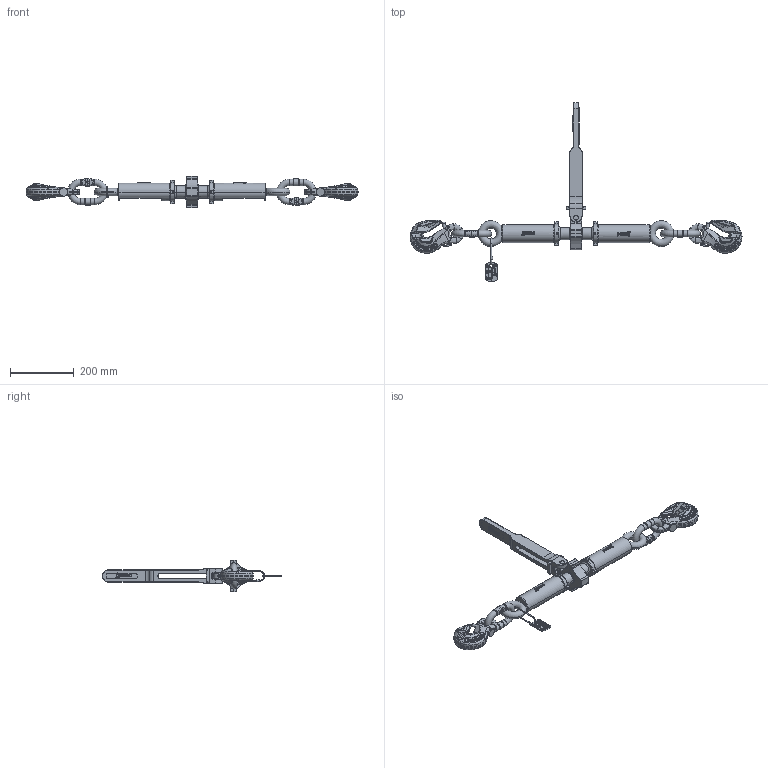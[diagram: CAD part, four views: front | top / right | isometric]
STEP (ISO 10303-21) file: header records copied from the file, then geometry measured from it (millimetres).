
FILE_DESCRIPTION(/* description */ (''),/* implementation_level */ '2;1');
FILE_NAME(/* name */ 'pewag_RPSWP_13.stp',/* time_stamp */ '2022-07-25T14:22:58+02:00',/* author */ (''),/* organization */ (''),/* preprocessor_version */ 'ST-DEVELOPER v16',/* originating_system */ 'SIEMENS PLM Software NX 11.0',/* authorisation */ '');
FILE_SCHEMA (('AUTOMOTIVE_DESIGN { 1 0 10303 214 3 1 1 1 }'));
Products named in the file (1): baf2CDCD1B4kfwp
Bounding box: 1039.96 x 560.66 x 100 mm (x, y, z)
Volume: 2268609.5 mm3; surface area: 427416 mm2
Topology: 79 solids, 88 shells, 4582 faces, 11760 edges, 7422 vertices
Faces by surface type: plane 1759, extrusion 1244, bspline 670, cylinder 469, torus 299, sphere 72, cone 69
Full cylindrical faces by diameter (mm): 1.782 x3, 3 x2, 3.3 x1, 4 x1, 5 x1, 5.8 x1, 6 x5, 6.2 x1, 7.5 x1, 9 x2, 10 x1, 12 x2, 14 x2, 15.5 x1, 16 x3, 20 x4, 21.5 x2, 26 x2, 32 x2, 34 x3
Entity records: 206655 total; most frequent: CARTESIAN_POINT 102852, ORIENTED_EDGE 22944, DIRECTION 13631, EDGE_CURVE 11472, VERTEX_POINT 7358, B_SPLINE_CURVE_WITH_KNOTS 7286, VECTOR 5067, EDGE_LOOP 4977
